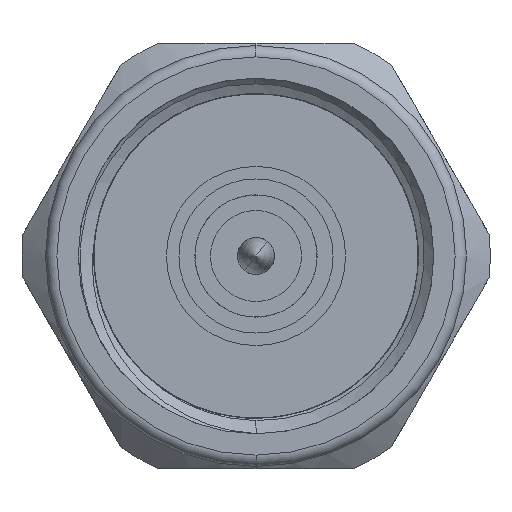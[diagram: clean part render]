
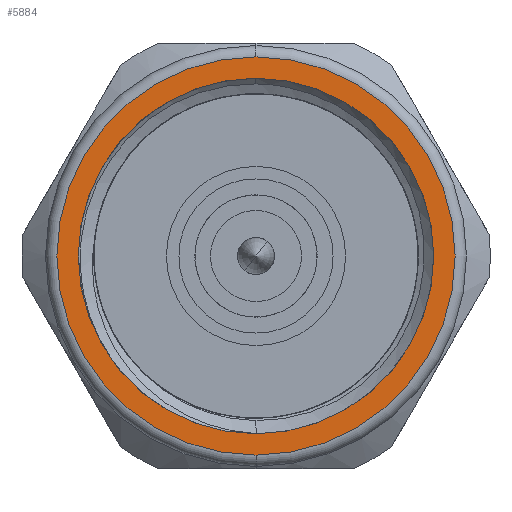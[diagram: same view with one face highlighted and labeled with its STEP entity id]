
A CAD part, left-side view. The second image highlights one B-rep face of the part: STEP entity #5884.
In plain terms, the highlighted planar face has unit normal (-1, 0, 0).
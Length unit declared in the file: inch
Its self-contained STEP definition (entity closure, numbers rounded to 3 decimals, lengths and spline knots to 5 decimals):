
#1133 = CARTESIAN_POINT ( 'NONE',  ( 0., 0., 0. ) ) ;
#1249 = DIRECTION ( 'NONE',  ( 0., 0., -1. ) ) ;
#1674 = DIRECTION ( 'NONE',  ( 1., 0., 0. ) ) ;
#2264 = CARTESIAN_POINT ( 'NONE',  ( 0., 0., 0. ) ) ;
#2609 = AXIS2_PLACEMENT_3D ( 'NONE', #11209, #13233, #11000 ) ;
#2619 = CARTESIAN_POINT ( 'NONE',  ( 0., 0., -0.35 ) ) ;
#2766 = CARTESIAN_POINT ( 'NONE',  ( 0., 0., 0.35 ) ) ;
#3692 = EDGE_CURVE ( 'NONE', #9869, #12807, #12184, .T. ) ;
#4483 = CARTESIAN_POINT ( 'NONE',  ( 0., 0., -0.3125 ) ) ;
#5085 = ORIENTED_EDGE ( 'NONE', *, *, #7363, .F. ) ;
#5148 = VERTEX_POINT ( 'NONE', #9600 ) ;
#5189 = EDGE_LOOP ( 'NONE', ( #8347, #5085 ) ) ;
#5213 = ORIENTED_EDGE ( 'NONE', *, *, #3692, .T. ) ;
#5323 = AXIS2_PLACEMENT_3D ( 'NONE', #11953, #1674, #10786 ) ;
#5689 = FACE_OUTER_BOUND ( 'NONE', #8930, .T. ) ;
#5884 = ADVANCED_FACE ( 'NONE', ( #9689, #5689 ), #10938, .F. ) ;
#5968 = DIRECTION ( 'NONE',  ( 0., 0., -1. ) ) ;
#6302 = DIRECTION ( 'NONE',  ( 0., 0., 1. ) ) ;
#6327 = EDGE_CURVE ( 'NONE', #12807, #9869, #11849, .T. ) ;
#7074 = VERTEX_POINT ( 'NONE', #4483 ) ;
#7363 = EDGE_CURVE ( 'NONE', #7074, #5148, #11256, .T. ) ;
#7719 = AXIS2_PLACEMENT_3D ( 'NONE', #2264, #10574, #1249 ) ;
#8061 = AXIS2_PLACEMENT_3D ( 'NONE', #12431, #11275, #5968 ) ;
#8347 = ORIENTED_EDGE ( 'NONE', *, *, #12792, .F. ) ;
#8767 = ORIENTED_EDGE ( 'NONE', *, *, #6327, .T. ) ;
#8930 = EDGE_LOOP ( 'NONE', ( #8767, #5213 ) ) ;
#9067 = AXIS2_PLACEMENT_3D ( 'NONE', #1133, #10386, #6302 ) ;
#9600 = CARTESIAN_POINT ( 'NONE',  ( 0., 0., 0.3125 ) ) ;
#9689 = FACE_BOUND ( 'NONE', #5189, .T. ) ;
#9869 = VERTEX_POINT ( 'NONE', #2766 ) ;
#10386 = DIRECTION ( 'NONE',  ( -1., 0., 0. ) ) ;
#10414 = CIRCLE ( 'NONE', #2609, 0.3125 ) ;
#10574 = DIRECTION ( 'NONE',  ( -1., 0., 0. ) ) ;
#10786 = DIRECTION ( 'NONE',  ( 0., 0., -1. ) ) ;
#10938 = PLANE ( 'NONE',  #5323 ) ;
#11000 = DIRECTION ( 'NONE',  ( 0., 0., 1. ) ) ;
#11209 = CARTESIAN_POINT ( 'NONE',  ( 0., 0., 0. ) ) ;
#11256 = CIRCLE ( 'NONE', #9067, 0.3125 ) ;
#11275 = DIRECTION ( 'NONE',  ( -1., 0., 0. ) ) ;
#11849 = CIRCLE ( 'NONE', #7719, 0.35 ) ;
#11953 = CARTESIAN_POINT ( 'NONE',  ( 0., 0., 0. ) ) ;
#12184 = CIRCLE ( 'NONE', #8061, 0.35 ) ;
#12431 = CARTESIAN_POINT ( 'NONE',  ( 0., 0., 0. ) ) ;
#12792 = EDGE_CURVE ( 'NONE', #5148, #7074, #10414, .T. ) ;
#12807 = VERTEX_POINT ( 'NONE', #2619 ) ;
#13233 = DIRECTION ( 'NONE',  ( -1., 0., 0. ) ) ;
